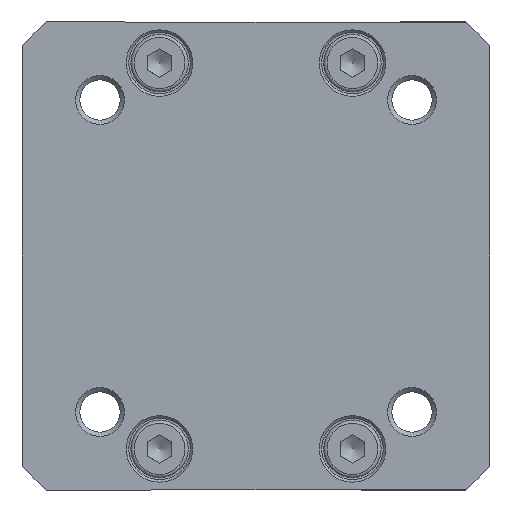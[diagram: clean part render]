
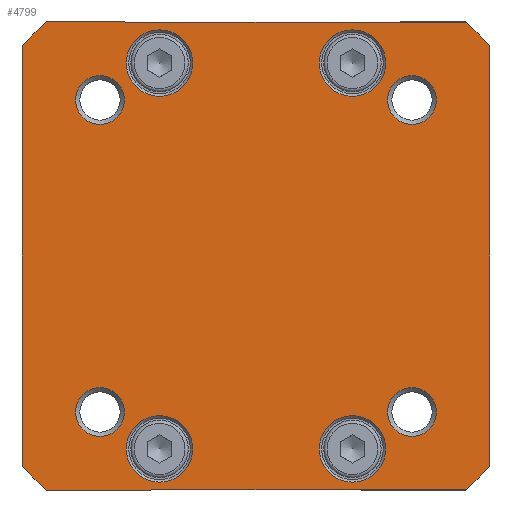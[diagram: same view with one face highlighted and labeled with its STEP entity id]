
A CAD part, front view. The second image highlights one B-rep face of the part: STEP entity #4799.
In plain terms, the highlighted planar face has unit normal (0, -1, 0).
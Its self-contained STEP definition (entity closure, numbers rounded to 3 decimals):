
#4636=CARTESIAN_POINT('',(0.,-7.625,0.));
#4637=DIRECTION('',(0.0,1.0,0.0));
#4638=DIRECTION('',(0.0,0.0,1.0));
#4639=AXIS2_PLACEMENT_3D('',#4636,#4637,#4638);
#4640=PLANE('',#4639);
#4641=CARTESIAN_POINT('',(25.511,-7.625,28.5));
#4642=VERTEX_POINT('',#4641);
#4643=CARTESIAN_POINT('',(28.5,-7.625,25.511));
#4644=VERTEX_POINT('',#4643);
#4645=CARTESIAN_POINT('',(0.0,-7.625,0.0));
#4646=DIRECTION('',(0.0,1.0,0.0));
#4647=DIRECTION('',(0.667,0.0,0.745));
#4648=AXIS2_PLACEMENT_3D('',#4645,#4646,#4647);
#4649=CIRCLE('',#4648,38.25);
#4650=EDGE_CURVE('',#4642,#4644,#4649,.T.);
#4651=ORIENTED_EDGE('',*,*,#4650,.F.);
#4652=CARTESIAN_POINT('',(-25.511,-7.625,28.5));
#4653=VERTEX_POINT('',#4652);
#4654=CARTESIAN_POINT('',(-25.511,-7.625,28.5));
#4655=DIRECTION('',(1.0,0.0,0.0));
#4656=VECTOR('',#4655,51.022);
#4657=LINE('',#4654,#4656);
#4658=EDGE_CURVE('',#4653,#4642,#4657,.T.);
#4659=ORIENTED_EDGE('',*,*,#4658,.F.);
#4660=CARTESIAN_POINT('',(-28.5,-7.625,25.511));
#4661=VERTEX_POINT('',#4660);
#4662=CARTESIAN_POINT('',(0.0,-7.625,0.0));
#4663=DIRECTION('',(0.0,1.0,0.0));
#4664=DIRECTION('',(-0.745,0.0,0.667));
#4665=AXIS2_PLACEMENT_3D('',#4662,#4663,#4664);
#4666=CIRCLE('',#4665,38.25);
#4667=EDGE_CURVE('',#4661,#4653,#4666,.T.);
#4668=ORIENTED_EDGE('',*,*,#4667,.F.);
#4669=CARTESIAN_POINT('',(-28.5,-7.625,-25.511));
#4670=VERTEX_POINT('',#4669);
#4671=CARTESIAN_POINT('',(-28.5,-7.625,-25.511));
#4672=DIRECTION('',(0.0,0.0,1.0));
#4673=VECTOR('',#4672,51.022);
#4674=LINE('',#4671,#4673);
#4675=EDGE_CURVE('',#4670,#4661,#4674,.T.);
#4676=ORIENTED_EDGE('',*,*,#4675,.F.);
#4677=CARTESIAN_POINT('',(-25.511,-7.625,-28.5));
#4678=VERTEX_POINT('',#4677);
#4679=CARTESIAN_POINT('',(0.0,-7.625,0.0));
#4680=DIRECTION('',(0.0,1.0,0.0));
#4681=DIRECTION('',(-0.667,0.0,-0.745));
#4682=AXIS2_PLACEMENT_3D('',#4679,#4680,#4681);
#4683=CIRCLE('',#4682,38.25);
#4684=EDGE_CURVE('',#4678,#4670,#4683,.T.);
#4685=ORIENTED_EDGE('',*,*,#4684,.F.);
#4686=CARTESIAN_POINT('',(25.511,-7.625,-28.5));
#4687=VERTEX_POINT('',#4686);
#4688=CARTESIAN_POINT('',(25.511,-7.625,-28.5));
#4689=DIRECTION('',(-1.0,0.0,0.0));
#4690=VECTOR('',#4689,51.022);
#4691=LINE('',#4688,#4690);
#4692=EDGE_CURVE('',#4687,#4678,#4691,.T.);
#4693=ORIENTED_EDGE('',*,*,#4692,.F.);
#4694=CARTESIAN_POINT('',(28.5,-7.625,-25.511));
#4695=VERTEX_POINT('',#4694);
#4696=CARTESIAN_POINT('',(0.0,-7.625,0.0));
#4697=DIRECTION('',(0.0,1.0,0.0));
#4698=DIRECTION('',(0.745,0.0,-0.667));
#4699=AXIS2_PLACEMENT_3D('',#4696,#4697,#4698);
#4700=CIRCLE('',#4699,38.25);
#4701=EDGE_CURVE('',#4695,#4687,#4700,.T.);
#4702=ORIENTED_EDGE('',*,*,#4701,.F.);
#4703=CARTESIAN_POINT('',(28.5,-7.625,25.511));
#4704=DIRECTION('',(0.0,0.0,-1.0));
#4705=VECTOR('',#4704,51.022);
#4706=LINE('',#4703,#4705);
#4707=EDGE_CURVE('',#4644,#4695,#4706,.T.);
#4708=ORIENTED_EDGE('',*,*,#4707,.F.);
#4709=EDGE_LOOP('',(#4651,#4659,#4668,#4676,#4685,#4693,#4702,#4708));
#4710=FACE_OUTER_BOUND('',#4709,.T.);
#4711=CARTESIAN_POINT('',(21.958,-7.625,-19.0));
#4712=VERTEX_POINT('',#4711);
#4713=CARTESIAN_POINT('',(19.0,-7.625,-19.0));
#4714=DIRECTION('',(0.0,-1.0,0.0));
#4715=DIRECTION('',(-1.0,0.0,0.0));
#4716=AXIS2_PLACEMENT_3D('',#4713,#4714,#4715);
#4717=CIRCLE('',#4716,2.959);
#4718=EDGE_CURVE('',#4712,#4712,#4717,.T.);
#4719=ORIENTED_EDGE('',*,*,#4718,.F.);
#4720=EDGE_LOOP('',(#4719));
#4721=FACE_BOUND('',#4720,.T.);
#4722=CARTESIAN_POINT('',(-16.042,-7.625,19.0));
#4723=VERTEX_POINT('',#4722);
#4724=CARTESIAN_POINT('',(-19.0,-7.625,19.0));
#4725=DIRECTION('',(0.0,-1.0,0.0));
#4726=DIRECTION('',(-1.0,0.0,0.0));
#4727=AXIS2_PLACEMENT_3D('',#4724,#4725,#4726);
#4728=CIRCLE('',#4727,2.958);
#4729=EDGE_CURVE('',#4723,#4723,#4728,.T.);
#4730=ORIENTED_EDGE('',*,*,#4729,.F.);
#4731=EDGE_LOOP('',(#4730));
#4732=FACE_BOUND('',#4731,.T.);
#4733=CARTESIAN_POINT('',(15.8,-7.625,-23.5));
#4734=VERTEX_POINT('',#4733);
#4735=CARTESIAN_POINT('',(11.75,-7.625,-23.5));
#4736=DIRECTION('',(0.0,-1.0,0.0));
#4737=DIRECTION('',(-1.0,0.0,0.0));
#4738=AXIS2_PLACEMENT_3D('',#4735,#4736,#4737);
#4739=CIRCLE('',#4738,4.05);
#4740=EDGE_CURVE('',#4734,#4734,#4739,.T.);
#4741=ORIENTED_EDGE('',*,*,#4740,.F.);
#4742=EDGE_LOOP('',(#4741));
#4743=FACE_BOUND('',#4742,.T.);
#4744=CARTESIAN_POINT('',(-7.7,-7.625,23.5));
#4745=VERTEX_POINT('',#4744);
#4746=CARTESIAN_POINT('',(-11.75,-7.625,23.5));
#4747=DIRECTION('',(0.0,-1.0,0.0));
#4748=DIRECTION('',(-1.0,0.0,0.0));
#4749=AXIS2_PLACEMENT_3D('',#4746,#4747,#4748);
#4750=CIRCLE('',#4749,4.05);
#4751=EDGE_CURVE('',#4745,#4745,#4750,.T.);
#4752=ORIENTED_EDGE('',*,*,#4751,.F.);
#4753=EDGE_LOOP('',(#4752));
#4754=FACE_BOUND('',#4753,.T.);
#4755=CARTESIAN_POINT('',(15.8,-7.625,23.5));
#4756=VERTEX_POINT('',#4755);
#4757=CARTESIAN_POINT('',(11.75,-7.625,23.5));
#4758=DIRECTION('',(0.0,-1.0,0.0));
#4759=DIRECTION('',(-1.0,0.0,0.0));
#4760=AXIS2_PLACEMENT_3D('',#4757,#4758,#4759);
#4761=CIRCLE('',#4760,4.05);
#4762=EDGE_CURVE('',#4756,#4756,#4761,.T.);
#4763=ORIENTED_EDGE('',*,*,#4762,.F.);
#4764=EDGE_LOOP('',(#4763));
#4765=FACE_BOUND('',#4764,.T.);
#4766=CARTESIAN_POINT('',(-7.7,-7.625,-23.5));
#4767=VERTEX_POINT('',#4766);
#4768=CARTESIAN_POINT('',(-11.75,-7.625,-23.5));
#4769=DIRECTION('',(0.0,-1.0,0.0));
#4770=DIRECTION('',(-1.0,0.0,0.0));
#4771=AXIS2_PLACEMENT_3D('',#4768,#4769,#4770);
#4772=CIRCLE('',#4771,4.05);
#4773=EDGE_CURVE('',#4767,#4767,#4772,.T.);
#4774=ORIENTED_EDGE('',*,*,#4773,.F.);
#4775=EDGE_LOOP('',(#4774));
#4776=FACE_BOUND('',#4775,.T.);
#4777=CARTESIAN_POINT('',(21.958,-7.625,19.0));
#4778=VERTEX_POINT('',#4777);
#4779=CARTESIAN_POINT('',(19.0,-7.625,19.0));
#4780=DIRECTION('',(0.0,-1.0,0.0));
#4781=DIRECTION('',(-1.0,0.0,0.0));
#4782=AXIS2_PLACEMENT_3D('',#4779,#4780,#4781);
#4783=CIRCLE('',#4782,2.959);
#4784=EDGE_CURVE('',#4778,#4778,#4783,.T.);
#4785=ORIENTED_EDGE('',*,*,#4784,.F.);
#4786=EDGE_LOOP('',(#4785));
#4787=FACE_BOUND('',#4786,.T.);
#4788=CARTESIAN_POINT('',(-16.042,-7.625,-19.0));
#4789=VERTEX_POINT('',#4788);
#4790=CARTESIAN_POINT('',(-19.0,-7.625,-19.0));
#4791=DIRECTION('',(0.0,-1.0,0.0));
#4792=DIRECTION('',(-1.0,0.0,0.0));
#4793=AXIS2_PLACEMENT_3D('',#4790,#4791,#4792);
#4794=CIRCLE('',#4793,2.958);
#4795=EDGE_CURVE('',#4789,#4789,#4794,.T.);
#4796=ORIENTED_EDGE('',*,*,#4795,.F.);
#4797=EDGE_LOOP('',(#4796));
#4798=FACE_BOUND('',#4797,.T.);
#4799=ADVANCED_FACE('',(#4710,#4721,#4732,#4743,#4754,#4765,#4776,#4787,#4798),#4640,.F.);
